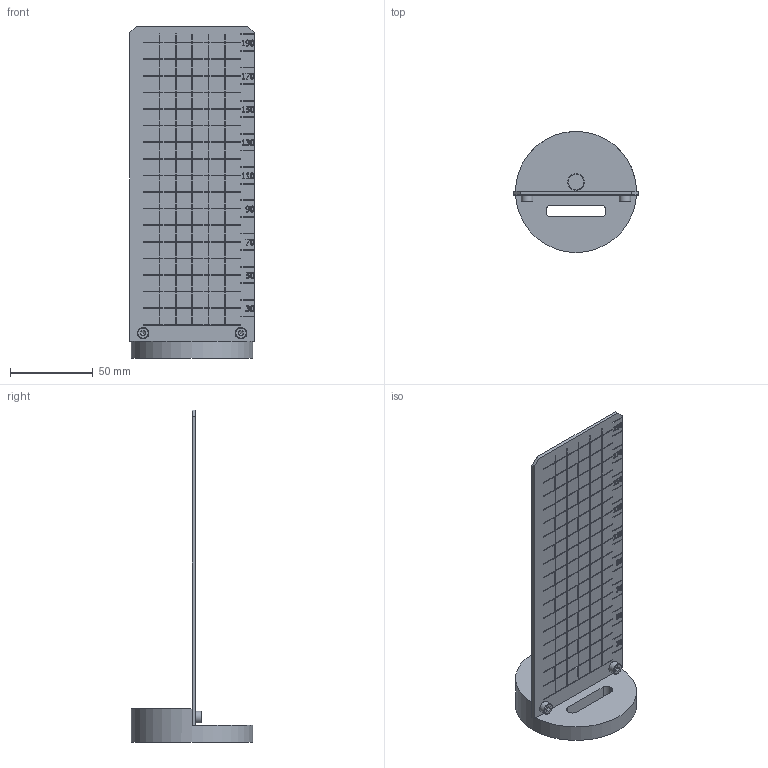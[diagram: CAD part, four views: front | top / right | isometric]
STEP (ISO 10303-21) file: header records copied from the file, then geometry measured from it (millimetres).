
FILE_DESCRIPTION(/* description */ (''),/* implementation_level */ '2;1');
FILE_NAME(/* name */ '06_LSS-GRID.stp',/* time_stamp */ '2024-10-25T16:22:30+03:00',/* author */ ('asidnin'),/* organization */ (''),/* preprocessor_version */ 'ST-DEVELOPER v18',/* originating_system */ 'Autodesk Inventor 2020',/* authorisation */ '');
FILE_SCHEMA (('AUTOMOTIVE_DESIGN { 1 0 10303 214 3 1 1 }'));
Length unit declared in the file: millimetre
Products named in the file (5): экран; Основание экрана; Экран 2; DIN 912 - M4 x 10; Магнит
Assembly tree (5 placements, depth 2):
  экран
    Основание экрана
    Экран 2
    DIN 912 - M4 x 10  x2
    Магнит
Bounding box: 75 x 73 x 200 mm (x, y, z)
Volume: 87336.9 mm3; surface area: 45820.6 mm2
Topology: 5 solids, 5 shells, 1002 faces, 2670 edges, 1784 vertices
Faces by surface type: plane 756, bspline 216, cylinder 18, cone 6, torus 6
Full cylindrical faces by diameter (mm): 2.5 x2, 3.242 x2, 4 x2, 4.5 x2, 7 x2, 10 x2, 65 x1, 73 x1
Entity records: 31690 total; most frequent: CARTESIAN_POINT 8283, ORIENTED_EDGE 5252, DIRECTION 3811, EDGE_CURVE 2626, LINE 2123, VECTOR 2123, VERTEX_POINT 1755, EDGE_LOOP 1105
